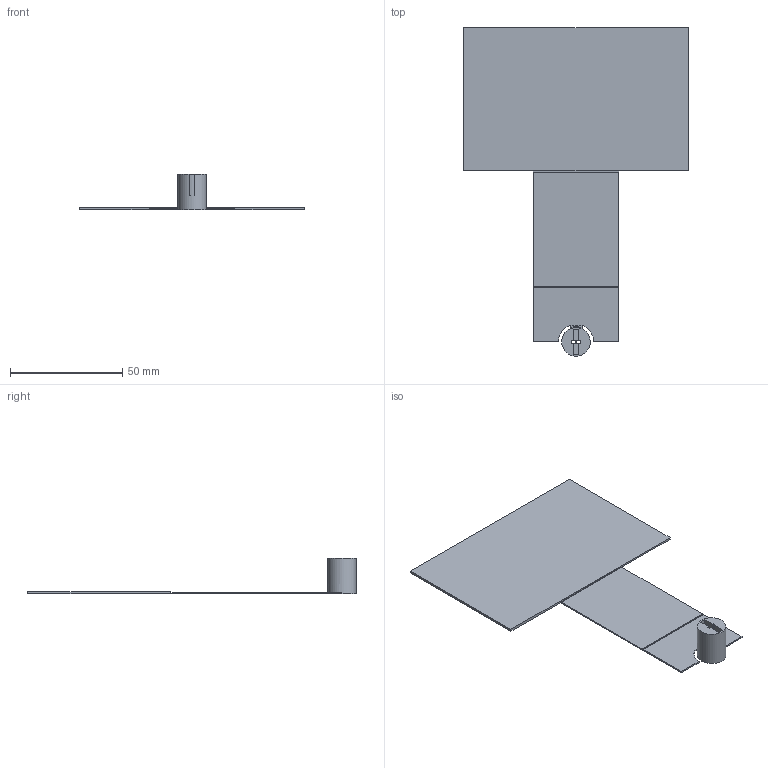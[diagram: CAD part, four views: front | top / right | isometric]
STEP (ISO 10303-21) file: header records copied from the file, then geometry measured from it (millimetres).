
FILE_DESCRIPTION((''),'2;1');
FILE_NAME('3D Printed Folded Night Blank.stp','2014-12-28T21:41:51',('Meagan Mason'),(''),'Autodesk Inventor 2012','Autodesk Inventor 2012','');
FILE_SCHEMA(('AUTOMOTIVE_DESIGN { 1 0 10303 214 1 1 1 1 }'));
Length unit declared in the file: inch
Products named in the file (1): Promo Light
Bounding box: 100 x 146.05 x 15.88 mm (x, y, z)
Volume: 9804.2 mm3; surface area: 20056.9 mm2
Topology: 1 solids, 1 shells, 42 faces, 123 edges, 82 vertices
Faces by surface type: plane 37, cylinder 5
Full cylindrical faces by diameter (mm): 12.7 x1
Entity records: 1400 total; most frequent: CARTESIAN_POINT 245, ORIENTED_EDGE 242, DIRECTION 218, EDGE_CURVE 121, VECTOR 110, LINE 110, VERTEX_POINT 81, AXIS2_PLACEMENT_3D 54
